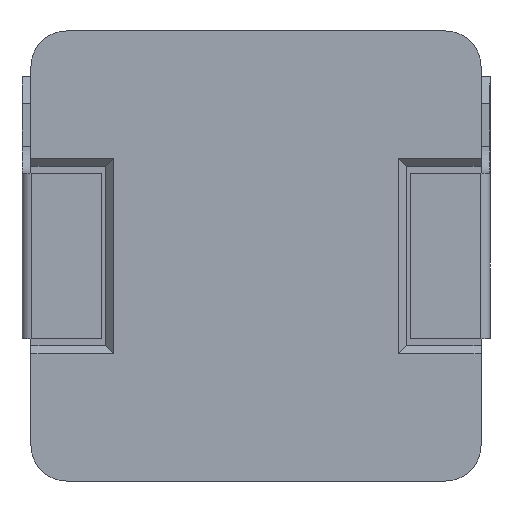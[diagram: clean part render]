
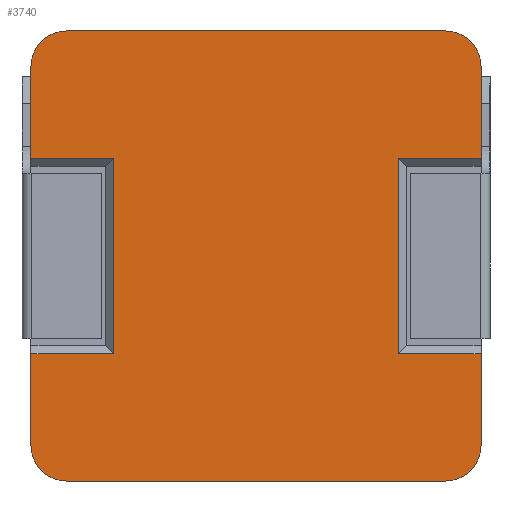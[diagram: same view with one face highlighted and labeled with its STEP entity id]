
A CAD part, front view. The second image highlights one B-rep face of the part: STEP entity #3740.
In plain terms, the highlighted planar face has unit normal (0, -1, 0).
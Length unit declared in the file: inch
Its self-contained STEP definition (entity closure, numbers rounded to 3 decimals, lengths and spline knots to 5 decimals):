
#22 = CARTESIAN_POINT ( 'NONE',  ( 0.33742, 0.09557, 0.30138 ) ) ;
#29 = DIRECTION ( 'NONE',  ( 0., 1., 0. ) ) ;
#36 = ORIENTED_EDGE ( 'NONE', *, *, #3787, .F. ) ;
#97 = VERTEX_POINT ( 'NONE', #2274 ) ;
#100 = DIRECTION ( 'NONE',  ( 0., 0., -1. ) ) ;
#107 = EDGE_CURVE ( 'NONE', #1530, #2776, #1868, .T. ) ;
#127 = VECTOR ( 'NONE', #1273, 39.37008 ) ;
#144 = CARTESIAN_POINT ( 'NONE',  ( 0.38982, 0.09557, -0.12162 ) ) ;
#173 = CARTESIAN_POINT ( 'NONE',  ( 0.01922, 0.09557, -0.01912 ) ) ;
#189 = VECTOR ( 'NONE', #1837, 39.37008 ) ;
#198 = DIRECTION ( 'NONE',  ( -1., 0., 0. ) ) ;
#228 = LINE ( 'NONE', #3681, #2637 ) ;
#255 = VERTEX_POINT ( 'NONE', #1024 ) ;
#266 = LINE ( 'NONE', #3723, #3491 ) ;
#392 = LINE ( 'NONE', #22, #3215 ) ;
#402 = CARTESIAN_POINT ( 'NONE',  ( 0.38982, 0.09557, 0.30138 ) ) ;
#409 = VERTEX_POINT ( 'NONE', #1418 ) ;
#421 = DIRECTION ( 'NONE',  ( 0., 0., -1. ) ) ;
#427 = VECTOR ( 'NONE', #100, 39.37008 ) ;
#442 = VERTEX_POINT ( 'NONE', #1057 ) ;
#453 = ORIENTED_EDGE ( 'NONE', *, *, #3193, .F. ) ;
#459 = CARTESIAN_POINT ( 'NONE',  ( 0.01922, 0.09557, 0.30138 ) ) ;
#468 = CARTESIAN_POINT ( 'NONE',  ( -0.03318, 0.09557, -0.16122 ) ) ;
#470 = AXIS2_PLACEMENT_3D ( 'NONE', #853, #1899, #1505 ) ;
#552 = CARTESIAN_POINT ( 'NONE',  ( -0.03318, 0.09557, -0.16122 ) ) ;
#554 = DIRECTION ( 'NONE',  ( 1., 0., 0. ) ) ;
#668 = ORIENTED_EDGE ( 'NONE', *, *, #721, .F. ) ;
#721 = EDGE_CURVE ( 'NONE', #442, #2728, #228, .T. ) ;
#743 = DIRECTION ( 'NONE',  ( 1., 0., 0. ) ) ;
#748 = PLANE ( 'NONE',  #1565 ) ;
#769 = DIRECTION ( 'NONE',  ( 0., 1., 0. ) ) ;
#804 = LINE ( 'NONE', #459, #427 ) ;
#853 = CARTESIAN_POINT ( 'NONE',  ( 0.38982, 0.09557, 0.30138 ) ) ;
#903 = DIRECTION ( 'NONE',  ( -1., 0., 0. ) ) ;
#910 = ORIENTED_EDGE ( 'NONE', *, *, #2604, .T. ) ;
#915 = LINE ( 'NONE', #552, #3312 ) ;
#920 = CARTESIAN_POINT ( 'NONE',  ( 0.38982, 0.09557, 0.19888 ) ) ;
#929 = ORIENTED_EDGE ( 'NONE', *, *, #3539, .F. ) ;
#955 = CARTESIAN_POINT ( 'NONE',  ( 0.33742, 0.09557, 0.19888 ) ) ;
#1012 = DIRECTION ( 'NONE',  ( 0., 0., -1. ) ) ;
#1024 = CARTESIAN_POINT ( 'NONE',  ( 0.42942, 0.09557, 0.19888 ) ) ;
#1057 = CARTESIAN_POINT ( 'NONE',  ( -0.07278, 0.09557, -0.12162 ) ) ;
#1111 = DIRECTION ( 'NONE',  ( -1., 0., 0. ) ) ;
#1112 = CARTESIAN_POINT ( 'NONE',  ( 0.38982, 0.09557, 0.19888 ) ) ;
#1139 = CARTESIAN_POINT ( 'NONE',  ( 0.38982, 0.09557, 0.34098 ) ) ;
#1155 = EDGE_CURVE ( 'NONE', #2005, #2231, #2055, .T. ) ;
#1240 = VERTEX_POINT ( 'NONE', #955 ) ;
#1268 = CARTESIAN_POINT ( 'NONE',  ( 0.38982, 0.09557, -0.01912 ) ) ;
#1273 = DIRECTION ( 'NONE',  ( 0., 0., 1. ) ) ;
#1274 = ORIENTED_EDGE ( 'NONE', *, *, #2036, .F. ) ;
#1284 = LINE ( 'NONE', #920, #2426 ) ;
#1367 = CARTESIAN_POINT ( 'NONE',  ( 0.42942, 0.09557, 0.30138 ) ) ;
#1418 = CARTESIAN_POINT ( 'NONE',  ( 0.38982, 0.09557, -0.16122 ) ) ;
#1445 = EDGE_CURVE ( 'NONE', #3476, #3430, #3089, .T. ) ;
#1469 = ORIENTED_EDGE ( 'NONE', *, *, #107, .T. ) ;
#1473 = CARTESIAN_POINT ( 'NONE',  ( 0.38982, 0.09557, -0.01912 ) ) ;
#1475 = LINE ( 'NONE', #1112, #3733 ) ;
#1488 = ORIENTED_EDGE ( 'NONE', *, *, #3584, .F. ) ;
#1505 = DIRECTION ( 'NONE',  ( 0., 0., 1. ) ) ;
#1530 = VERTEX_POINT ( 'NONE', #3211 ) ;
#1549 = VERTEX_POINT ( 'NONE', #2371 ) ;
#1555 = ORIENTED_EDGE ( 'NONE', *, *, #1445, .F. ) ;
#1565 = AXIS2_PLACEMENT_3D ( 'NONE', #402, #29, #3440 ) ;
#1588 = ORIENTED_EDGE ( 'NONE', *, *, #1155, .F. ) ;
#1607 = CARTESIAN_POINT ( 'NONE',  ( 0.42942, 0.09557, 0.30138 ) ) ;
#1631 = EDGE_LOOP ( 'NONE', ( #929, #1469, #3100, #2609, #3190, #453, #1555, #1274, #1588, #3692, #2192, #910, #668, #36, #3045, #1488 ) ) ;
#1643 = VERTEX_POINT ( 'NONE', #468 ) ;
#1645 = LINE ( 'NONE', #1268, #3468 ) ;
#1647 = CARTESIAN_POINT ( 'NONE',  ( -0.07278, 0.09557, 0.30138 ) ) ;
#1723 = VERTEX_POINT ( 'NONE', #173 ) ;
#1752 = LINE ( 'NONE', #1367, #3332 ) ;
#1765 = CIRCLE ( 'NONE', #3530, 0.0396 ) ;
#1837 = DIRECTION ( 'NONE',  ( 1., 0., 0. ) ) ;
#1868 = LINE ( 'NONE', #1473, #2503 ) ;
#1880 = AXIS2_PLACEMENT_3D ( 'NONE', #144, #769, #421 ) ;
#1899 = DIRECTION ( 'NONE',  ( 0., 1., 0. ) ) ;
#1948 = CIRCLE ( 'NONE', #1880, 0.0396 ) ;
#2005 = VERTEX_POINT ( 'NONE', #3548 ) ;
#2017 = CARTESIAN_POINT ( 'NONE',  ( -0.07278, 0.09557, 0.30138 ) ) ;
#2036 = EDGE_CURVE ( 'NONE', #2231, #3476, #2329, .T. ) ;
#2041 = VERTEX_POINT ( 'NONE', #1607 ) ;
#2044 = CIRCLE ( 'NONE', #470, 0.0396 ) ;
#2055 = LINE ( 'NONE', #1647, #127 ) ;
#2116 = CARTESIAN_POINT ( 'NONE',  ( -0.03318, 0.09557, 0.34098 ) ) ;
#2192 = ORIENTED_EDGE ( 'NONE', *, *, #2527, .T. ) ;
#2231 = VERTEX_POINT ( 'NONE', #2017 ) ;
#2236 = CARTESIAN_POINT ( 'NONE',  ( -0.03318, 0.09557, 0.34098 ) ) ;
#2274 = CARTESIAN_POINT ( 'NONE',  ( 0.01922, 0.09557, 0.19888 ) ) ;
#2329 = CIRCLE ( 'NONE', #3153, 0.0396 ) ;
#2371 = CARTESIAN_POINT ( 'NONE',  ( 0.42942, 0.09557, -0.12162 ) ) ;
#2424 = DIRECTION ( 'NONE',  ( 0., 0., -1. ) ) ;
#2426 = VECTOR ( 'NONE', #554, 39.37008 ) ;
#2503 = VECTOR ( 'NONE', #1111, 39.37008 ) ;
#2527 = EDGE_CURVE ( 'NONE', #97, #1723, #804, .T. ) ;
#2559 = EDGE_CURVE ( 'NONE', #2005, #97, #1475, .T. ) ;
#2592 = EDGE_CURVE ( 'NONE', #2041, #255, #266, .T. ) ;
#2604 = EDGE_CURVE ( 'NONE', #1723, #2728, #1645, .T. ) ;
#2609 = ORIENTED_EDGE ( 'NONE', *, *, #2805, .T. ) ;
#2637 = VECTOR ( 'NONE', #3262, 39.37008 ) ;
#2728 = VERTEX_POINT ( 'NONE', #3745 ) ;
#2776 = VERTEX_POINT ( 'NONE', #2977 ) ;
#2805 = EDGE_CURVE ( 'NONE', #1240, #255, #1284, .T. ) ;
#2814 = DIRECTION ( 'NONE',  ( 0., 0., -1. ) ) ;
#2819 = DIRECTION ( 'NONE',  ( 0., 1., 0. ) ) ;
#2919 = EDGE_CURVE ( 'NONE', #2776, #1240, #392, .T. ) ;
#2977 = CARTESIAN_POINT ( 'NONE',  ( 0.33742, 0.09557, -0.01912 ) ) ;
#3045 = ORIENTED_EDGE ( 'NONE', *, *, #3711, .F. ) ;
#3089 = LINE ( 'NONE', #2236, #189 ) ;
#3100 = ORIENTED_EDGE ( 'NONE', *, *, #2919, .T. ) ;
#3153 = AXIS2_PLACEMENT_3D ( 'NONE', #3677, #2819, #2424 ) ;
#3190 = ORIENTED_EDGE ( 'NONE', *, *, #2592, .F. ) ;
#3193 = EDGE_CURVE ( 'NONE', #3430, #2041, #2044, .T. ) ;
#3197 = FACE_OUTER_BOUND ( 'NONE', #1631, .T. ) ;
#3211 = CARTESIAN_POINT ( 'NONE',  ( 0.42942, 0.09557, -0.01912 ) ) ;
#3215 = VECTOR ( 'NONE', #3431, 39.37008 ) ;
#3252 = DIRECTION ( 'NONE',  ( 0., 1., 0. ) ) ;
#3262 = DIRECTION ( 'NONE',  ( 0., 0., 1. ) ) ;
#3312 = VECTOR ( 'NONE', #198, 39.37008 ) ;
#3316 = DIRECTION ( 'NONE',  ( 0., 0., -1. ) ) ;
#3332 = VECTOR ( 'NONE', #1012, 39.37008 ) ;
#3430 = VERTEX_POINT ( 'NONE', #1139 ) ;
#3431 = DIRECTION ( 'NONE',  ( 0., 0., 1. ) ) ;
#3440 = DIRECTION ( 'NONE',  ( 0., 0., 1. ) ) ;
#3468 = VECTOR ( 'NONE', #903, 39.37008 ) ;
#3476 = VERTEX_POINT ( 'NONE', #2116 ) ;
#3491 = VECTOR ( 'NONE', #3316, 39.37008 ) ;
#3530 = AXIS2_PLACEMENT_3D ( 'NONE', #3675, #3252, #2814 ) ;
#3539 = EDGE_CURVE ( 'NONE', #1530, #1549, #1752, .T. ) ;
#3548 = CARTESIAN_POINT ( 'NONE',  ( -0.07278, 0.09557, 0.19888 ) ) ;
#3584 = EDGE_CURVE ( 'NONE', #1549, #409, #1948, .T. ) ;
#3675 = CARTESIAN_POINT ( 'NONE',  ( -0.03318, 0.09557, -0.12162 ) ) ;
#3677 = CARTESIAN_POINT ( 'NONE',  ( -0.03318, 0.09557, 0.30138 ) ) ;
#3681 = CARTESIAN_POINT ( 'NONE',  ( -0.07278, 0.09557, 0.30138 ) ) ;
#3692 = ORIENTED_EDGE ( 'NONE', *, *, #2559, .T. ) ;
#3711 = EDGE_CURVE ( 'NONE', #409, #1643, #915, .T. ) ;
#3723 = CARTESIAN_POINT ( 'NONE',  ( 0.42942, 0.09557, 0.30138 ) ) ;
#3733 = VECTOR ( 'NONE', #743, 39.37008 ) ;
#3740 = ADVANCED_FACE ( 'NONE', ( #3197 ), #748, .F. ) ;
#3745 = CARTESIAN_POINT ( 'NONE',  ( -0.07278, 0.09557, -0.01912 ) ) ;
#3787 = EDGE_CURVE ( 'NONE', #1643, #442, #1765, .T. ) ;
